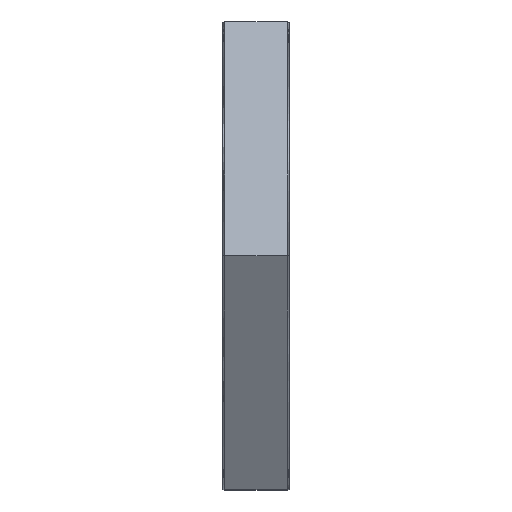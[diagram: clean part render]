
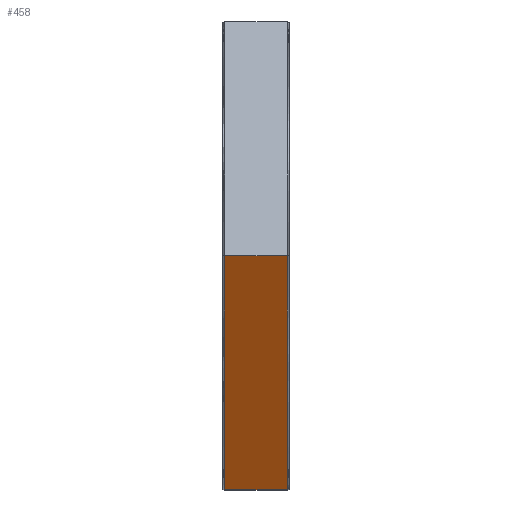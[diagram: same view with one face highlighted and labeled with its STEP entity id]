
A CAD part, top view. The second image highlights one B-rep face of the part: STEP entity #458.
In plain terms, the highlighted planar face has unit normal (0, -0.5, 0.866).
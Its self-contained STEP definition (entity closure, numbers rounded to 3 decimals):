
#39=LINE('',#2799,#81);
#42=LINE('',#2805,#84);
#43=LINE('',#2807,#85);
#44=LINE('',#2809,#86);
#45=LINE('',#2811,#87);
#46=LINE('',#2812,#88);
#81=VECTOR('',#521,2.2);
#84=VECTOR('',#526,4.767);
#85=VECTOR('',#527,4.767);
#86=VECTOR('',#528,2.2);
#87=VECTOR('',#529,4.767);
#88=VECTOR('',#530,4.767);
#109=PLANE('',#483);
#124=FACE_OUTER_BOUND('',#148,.T.);
#148=EDGE_LOOP('',(#342,#343,#344,#345,#346,#347));
#213=VERTEX_POINT('',#2796);
#214=VERTEX_POINT('',#2798);
#216=VERTEX_POINT('',#2804);
#217=VERTEX_POINT('',#2806);
#218=VERTEX_POINT('',#2808);
#219=VERTEX_POINT('',#2810);
#265=EDGE_CURVE('',#214,#213,#39,.T.);
#268=EDGE_CURVE('',#216,#213,#42,.T.);
#269=EDGE_CURVE('',#217,#216,#43,.T.);
#270=EDGE_CURVE('',#218,#217,#44,.T.);
#271=EDGE_CURVE('',#218,#219,#45,.T.);
#272=EDGE_CURVE('',#219,#214,#46,.T.);
#342=ORIENTED_EDGE('',*,*,#268,.F.);
#343=ORIENTED_EDGE('',*,*,#269,.F.);
#344=ORIENTED_EDGE('',*,*,#270,.F.);
#345=ORIENTED_EDGE('',*,*,#271,.T.);
#346=ORIENTED_EDGE('',*,*,#272,.T.);
#347=ORIENTED_EDGE('',*,*,#265,.T.);
#458=ADVANCED_FACE('',(#124),#109,.T.);
#483=AXIS2_PLACEMENT_3D('',#2803,#524,#525);
#521=DIRECTION('',(1.,0.,0.));
#524=DIRECTION('center_axis',(0.,-0.5,0.866));
#525=DIRECTION('ref_axis',(1.,0.,0.));
#526=DIRECTION('',(0.,-0.866,-0.5));
#527=DIRECTION('',(0.,-0.866,-0.5));
#528=DIRECTION('',(1.,0.,0.));
#529=DIRECTION('',(0.,-0.866,-0.5));
#530=DIRECTION('',(0.,-0.866,-0.5));
#2796=CARTESIAN_POINT('',(14.068,-8.256,12.617));
#2798=CARTESIAN_POINT('',(11.868,-8.256,12.617));
#2799=CARTESIAN_POINT('',(11.868,-8.256,12.617));
#2803=CARTESIAN_POINT('Origin',(11.868,-8.256,12.617));
#2804=CARTESIAN_POINT('',(14.068,-4.128,15.));
#2805=CARTESIAN_POINT('',(14.068,-4.128,15.));
#2806=CARTESIAN_POINT('',(14.068,0.,17.383));
#2807=CARTESIAN_POINT('',(14.068,0.,17.383));
#2808=CARTESIAN_POINT('',(11.868,0.,17.383));
#2809=CARTESIAN_POINT('',(11.868,0.,17.383));
#2810=CARTESIAN_POINT('',(11.868,-4.128,15.));
#2811=CARTESIAN_POINT('',(11.868,0.,17.383));
#2812=CARTESIAN_POINT('',(11.868,-4.128,15.));
